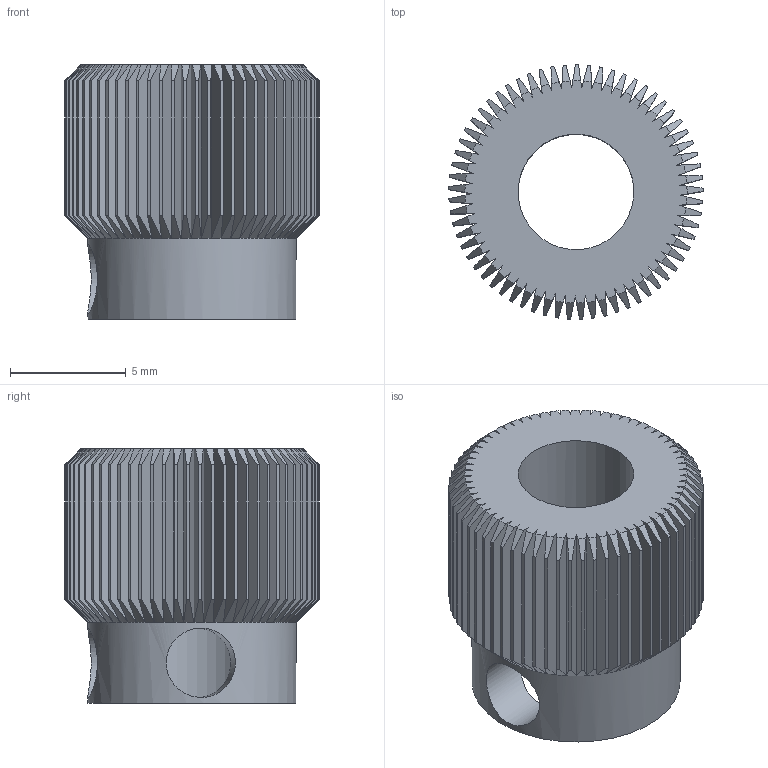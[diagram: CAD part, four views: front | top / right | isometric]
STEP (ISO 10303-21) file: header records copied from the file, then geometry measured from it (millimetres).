
FILE_DESCRIPTION(('FreeCAD Model'),'2;1');
FILE_NAME( 'MK8_gear.step', '2018-05-17T20:12:09',('Author'),(''), 'Open CASCADE STEP processor 7.2','FreeCAD','Unknown');
FILE_SCHEMA(('AUTOMOTIVE_DESIGN { 1 0 10303 214 1 1 1 1 }'));
Length unit declared in the file: millimetre
Products named in the file (1): banh_rang_nhua
Bounding box: 11 x 11 x 11 mm (x, y, z)
Volume: 582 mm3; surface area: 1361.4 mm2
Topology: 1 solids, 1 shells, 331 faces, 862 edges, 532 vertices
Faces by surface type: plane 132, cone 130, cylinder 69
Full cylindrical faces by diameter (mm): 3 x2, 5 x1, 9 x1
Entity records: 25025 total; most frequent: CARTESIAN_POINT 8451, DIRECTION 3094, ORIENTED_EDGE 1724, PCURVE 1724, DEFINITIONAL_REPRESENTATION 1724, LINE 1444, VECTOR 1444, EDGE_CURVE 862
